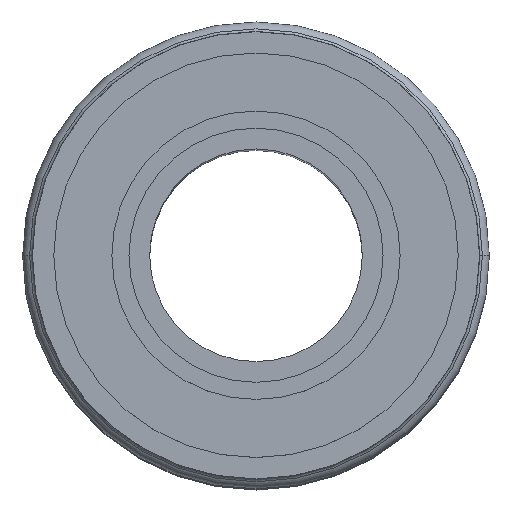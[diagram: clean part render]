
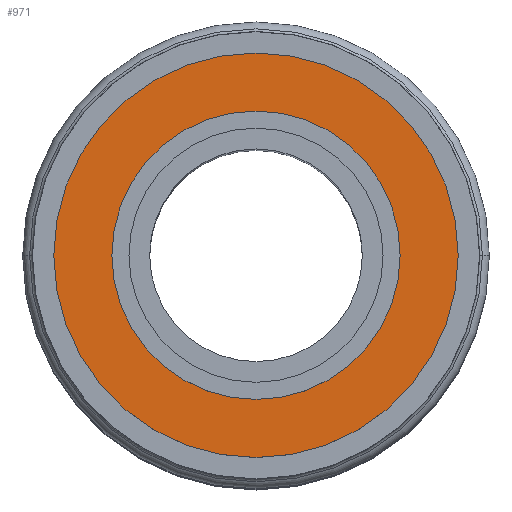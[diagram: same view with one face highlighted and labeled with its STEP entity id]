
A CAD part, top view. The second image highlights one B-rep face of the part: STEP entity #971.
In plain terms, the highlighted planar face has unit normal (0, 0, 1).
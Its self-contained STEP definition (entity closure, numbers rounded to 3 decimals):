
#7 = DIRECTION ( 'NONE',  ( 0., 0., 1. ) ) ;
#283 = CARTESIAN_POINT ( 'NONE',  ( 0., 0., 40. ) ) ;
#535 = DIRECTION ( 'NONE',  ( 0., 0., -1. ) ) ;
#569 = FACE_BOUND ( 'NONE', #848, .T. ) ;
#583 = AXIS2_PLACEMENT_3D ( 'NONE', #283, #2355, #4025 ) ;
#683 = EDGE_LOOP ( 'NONE', ( #5866, #3664 ) ) ;
#689 = AXIS2_PLACEMENT_3D ( 'NONE', #5963, #6111, #4526 ) ;
#822 = ORIENTED_EDGE ( 'NONE', *, *, #5174, .F. ) ;
#838 = CIRCLE ( 'NONE', #5385, 13.9 ) ;
#848 = EDGE_LOOP ( 'NONE', ( #3993, #822 ) ) ;
#962 = EDGE_CURVE ( 'NONE', #2007, #2133, #838, .T. ) ;
#971 = ADVANCED_FACE ( 'NONE', ( #569, #4160 ), #4697, .F. ) ;
#1376 = EDGE_CURVE ( 'NONE', #4656, #6195, #2239, .T. ) ;
#1574 = DIRECTION ( 'NONE',  ( 1., 0., 0. ) ) ;
#2007 = VERTEX_POINT ( 'NONE', #4285 ) ;
#2133 = VERTEX_POINT ( 'NONE', #2412 ) ;
#2239 = CIRCLE ( 'NONE', #2684, 19.5 ) ;
#2355 = DIRECTION ( 'NONE',  ( 0., 0., 1. ) ) ;
#2412 = CARTESIAN_POINT ( 'NONE',  ( -13.9, 0., 40. ) ) ;
#2592 = CARTESIAN_POINT ( 'NONE',  ( 0., 13.9, 40. ) ) ;
#2684 = AXIS2_PLACEMENT_3D ( 'NONE', #3082, #5632, #4605 ) ;
#2963 = CIRCLE ( 'NONE', #689, 13.9 ) ;
#3082 = CARTESIAN_POINT ( 'NONE',  ( 0., 0., 40. ) ) ;
#3294 = CARTESIAN_POINT ( 'NONE',  ( -19.5, 0., 40. ) ) ;
#3452 = CARTESIAN_POINT ( 'NONE',  ( 19.5, 0., 40. ) ) ;
#3664 = ORIENTED_EDGE ( 'NONE', *, *, #5203, .T. ) ;
#3993 = ORIENTED_EDGE ( 'NONE', *, *, #962, .F. ) ;
#4025 = DIRECTION ( 'NONE',  ( 1., 0., 0. ) ) ;
#4150 = CIRCLE ( 'NONE', #583, 19.5 ) ;
#4160 = FACE_OUTER_BOUND ( 'NONE', #683, .T. ) ;
#4285 = CARTESIAN_POINT ( 'NONE',  ( 13.9, 0., 40. ) ) ;
#4526 = DIRECTION ( 'NONE',  ( 1., 0., 0. ) ) ;
#4605 = DIRECTION ( 'NONE',  ( 1., 0., 0. ) ) ;
#4656 = VERTEX_POINT ( 'NONE', #3452 ) ;
#4697 = PLANE ( 'NONE',  #6268 ) ;
#4730 = DIRECTION ( 'NONE',  ( -1., 0., 0. ) ) ;
#5174 = EDGE_CURVE ( 'NONE', #2133, #2007, #2963, .T. ) ;
#5203 = EDGE_CURVE ( 'NONE', #6195, #4656, #4150, .T. ) ;
#5385 = AXIS2_PLACEMENT_3D ( 'NONE', #6075, #7, #1574 ) ;
#5632 = DIRECTION ( 'NONE',  ( 0., 0., 1. ) ) ;
#5866 = ORIENTED_EDGE ( 'NONE', *, *, #1376, .T. ) ;
#5963 = CARTESIAN_POINT ( 'NONE',  ( 0., 0., 40. ) ) ;
#6075 = CARTESIAN_POINT ( 'NONE',  ( 0., 0., 40. ) ) ;
#6111 = DIRECTION ( 'NONE',  ( 0., 0., 1. ) ) ;
#6195 = VERTEX_POINT ( 'NONE', #3294 ) ;
#6268 = AXIS2_PLACEMENT_3D ( 'NONE', #2592, #535, #4730 ) ;
